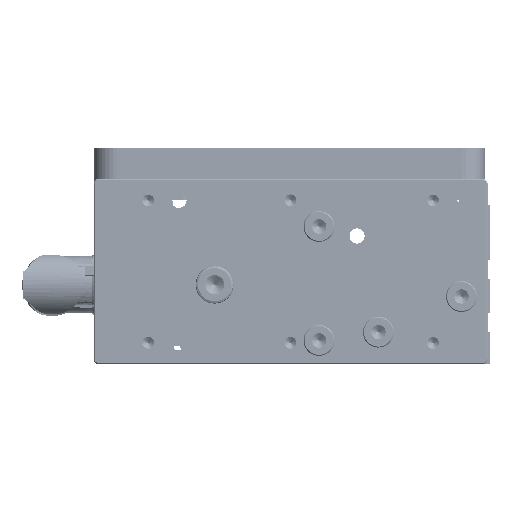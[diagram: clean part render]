
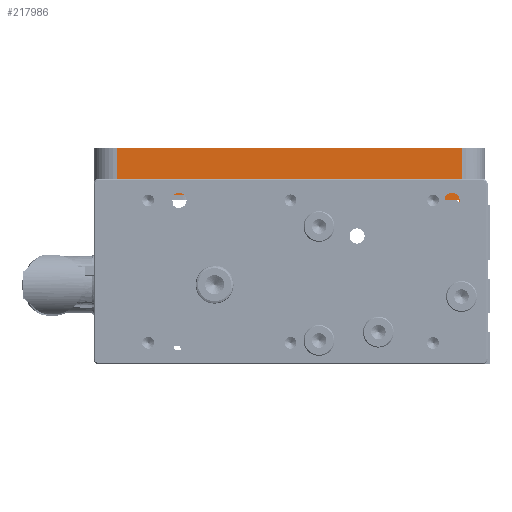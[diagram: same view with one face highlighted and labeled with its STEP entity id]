
A CAD part, left-side view. The second image highlights one B-rep face of the part: STEP entity #217986.
In plain terms, the highlighted planar face has unit normal (-1, 0, 0).
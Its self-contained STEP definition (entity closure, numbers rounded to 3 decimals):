
#482 = CARTESIAN_POINT ( 'NONE',  ( -100., -59., -4. ) ) ;
#2141 = AXIS2_PLACEMENT_3D ( 'NONE', #131710, #58829, #242636 ) ;
#8731 = ORIENTED_EDGE ( 'NONE', *, *, #89121, .T. ) ;
#9263 = ORIENTED_EDGE ( 'NONE', *, *, #158973, .F. ) ;
#11839 = VECTOR ( 'NONE', #199402, 1000. ) ;
#12133 = ORIENTED_EDGE ( 'NONE', *, *, #117579, .F. ) ;
#13641 = VECTOR ( 'NONE', #170686, 1000. ) ;
#15663 = LINE ( 'NONE', #482, #13641 ) ;
#15972 = VECTOR ( 'NONE', #200093, 1000. ) ;
#16176 = LINE ( 'NONE', #35969, #51739 ) ;
#17982 = EDGE_CURVE ( 'NONE', #147474, #147878, #71281, .T. ) ;
#18612 = FACE_OUTER_BOUND ( 'NONE', #180225, .T. ) ;
#21110 = CARTESIAN_POINT ( 'NONE',  ( -100., 95., 0. ) ) ;
#21440 = ORIENTED_EDGE ( 'NONE', *, *, #80169, .T. ) ;
#28882 = EDGE_CURVE ( 'NONE', #147474, #147751, #124254, .T. ) ;
#31389 = CARTESIAN_POINT ( 'NONE',  ( -100., -41.75, 0. ) ) ;
#34184 = VERTEX_POINT ( 'NONE', #214304 ) ;
#34628 = ORIENTED_EDGE ( 'NONE', *, *, #28882, .F. ) ;
#35142 = DIRECTION ( 'NONE',  ( 0., -1., 0. ) ) ;
#35969 = CARTESIAN_POINT ( 'NONE',  ( -100., -19.5, 2.5 ) ) ;
#36658 = CARTESIAN_POINT ( 'NONE',  ( -100., -59., -4. ) ) ;
#42102 = EDGE_CURVE ( 'NONE', #147878, #185668, #237490, .T. ) ;
#43712 = VECTOR ( 'NONE', #35142, 1000. ) ;
#46400 = CIRCLE ( 'NONE', #132992, 8. ) ;
#49450 = CIRCLE ( 'NONE', #2141, 2. ) ;
#49477 = EDGE_CURVE ( 'NONE', #185668, #60395, #49450, .T. ) ;
#49782 = AXIS2_PLACEMENT_3D ( 'NONE', #90276, #93871, #169130 ) ;
#51739 = VECTOR ( 'NONE', #89015, 1000. ) ;
#52778 = DIRECTION ( 'NONE',  ( 0., 0., -1. ) ) ;
#57998 = VECTOR ( 'NONE', #236502, 1000. ) ;
#58829 = DIRECTION ( 'NONE',  ( 1., 0., 0. ) ) ;
#60050 = LINE ( 'NONE', #116673, #149000 ) ;
#60395 = VERTEX_POINT ( 'NONE', #80893 ) ;
#62854 = ORIENTED_EDGE ( 'NONE', *, *, #42102, .T. ) ;
#66956 = LINE ( 'NONE', #70616, #15972 ) ;
#69442 = VECTOR ( 'NONE', #83668, 1000. ) ;
#69993 = CARTESIAN_POINT ( 'NONE',  ( -100., 95., 0. ) ) ;
#70616 = CARTESIAN_POINT ( 'NONE',  ( -100., 95., 0. ) ) ;
#71281 = LINE ( 'NONE', #87327, #179594 ) ;
#72901 = VERTEX_POINT ( 'NONE', #207123 ) ;
#73715 = EDGE_CURVE ( 'NONE', #129022, #34184, #66956, .T. ) ;
#77347 = DIRECTION ( 'NONE',  ( 0., 0., 1. ) ) ;
#80169 = EDGE_CURVE ( 'NONE', #34184, #72901, #46400, .T. ) ;
#80893 = CARTESIAN_POINT ( 'NONE',  ( -100., -7., 0. ) ) ;
#83400 = CARTESIAN_POINT ( 'NONE',  ( -100., -60., -4. ) ) ;
#83668 = DIRECTION ( 'NONE',  ( 0., -1., 0. ) ) ;
#87327 = CARTESIAN_POINT ( 'NONE',  ( -100., 85., 22. ) ) ;
#89015 = DIRECTION ( 'NONE',  ( 0., 1., 0. ) ) ;
#89121 = EDGE_CURVE ( 'NONE', #171104, #241279, #221352, .T. ) ;
#90276 = CARTESIAN_POINT ( 'NONE',  ( -100., 95., 22. ) ) ;
#91512 = PLANE ( 'NONE',  #49782 ) ;
#93871 = DIRECTION ( 'NONE',  ( 1., 0., 0. ) ) ;
#95137 = ORIENTED_EDGE ( 'NONE', *, *, #227489, .F. ) ;
#95593 = ORIENTED_EDGE ( 'NONE', *, *, #73715, .T. ) ;
#100274 = CARTESIAN_POINT ( 'NONE',  ( -100., -59., 0. ) ) ;
#101944 = EDGE_CURVE ( 'NONE', #241279, #147751, #232754, .T. ) ;
#106873 = ORIENTED_EDGE ( 'NONE', *, *, #131891, .T. ) ;
#114844 = LINE ( 'NONE', #21110, #141212 ) ;
#115467 = VERTEX_POINT ( 'NONE', #100274 ) ;
#116673 = CARTESIAN_POINT ( 'NONE',  ( -100., -23.5, 2.5 ) ) ;
#117579 = EDGE_CURVE ( 'NONE', #129022, #190729, #60050, .T. ) ;
#121417 = DIRECTION ( 'NONE',  ( 1., 0., 0. ) ) ;
#122955 = CARTESIAN_POINT ( 'NONE',  ( -100., -60., 22. ) ) ;
#124254 = LINE ( 'NONE', #141608, #57998 ) ;
#125260 = DIRECTION ( 'NONE',  ( 0., -1., 0. ) ) ;
#126856 = DIRECTION ( 'NONE',  ( 0., 0., -1. ) ) ;
#127639 = CARTESIAN_POINT ( 'NONE',  ( -100., -59., -4. ) ) ;
#129022 = VERTEX_POINT ( 'NONE', #221903 ) ;
#131710 = CARTESIAN_POINT ( 'NONE',  ( -100., -5., 0. ) ) ;
#131891 = EDGE_CURVE ( 'NONE', #72901, #115467, #199516, .T. ) ;
#132992 = AXIS2_PLACEMENT_3D ( 'NONE', #31389, #121417, #232475 ) ;
#140218 = ORIENTED_EDGE ( 'NONE', *, *, #49477, .T. ) ;
#140381 = ORIENTED_EDGE ( 'NONE', *, *, #195943, .T. ) ;
#141212 = VECTOR ( 'NONE', #151906, 1000. ) ;
#141608 = CARTESIAN_POINT ( 'NONE',  ( -100., 95., 22. ) ) ;
#141851 = CARTESIAN_POINT ( 'NONE',  ( -100., 85., 22. ) ) ;
#147474 = VERTEX_POINT ( 'NONE', #141851 ) ;
#147751 = VERTEX_POINT ( 'NONE', #150369 ) ;
#147878 = VERTEX_POINT ( 'NONE', #202782 ) ;
#149000 = VECTOR ( 'NONE', #77347, 1000. ) ;
#150369 = CARTESIAN_POINT ( 'NONE',  ( -100., -60., 22. ) ) ;
#151906 = DIRECTION ( 'NONE',  ( 0., -1., 0. ) ) ;
#152348 = EDGE_CURVE ( 'NONE', #190729, #153770, #16176, .T. ) ;
#153594 = CARTESIAN_POINT ( 'NONE',  ( -100., -23.5, 2.5 ) ) ;
#153770 = VERTEX_POINT ( 'NONE', #167608 ) ;
#158973 = EDGE_CURVE ( 'NONE', #171104, #115467, #15663, .T. ) ;
#167608 = CARTESIAN_POINT ( 'NONE',  ( -100., -19.5, 2.5 ) ) ;
#169130 = DIRECTION ( 'NONE',  ( 0., 1., 0. ) ) ;
#170686 = DIRECTION ( 'NONE',  ( 0., 0., 1. ) ) ;
#171104 = VERTEX_POINT ( 'NONE', #36658 ) ;
#174155 = VECTOR ( 'NONE', #126856, 1000. ) ;
#179594 = VECTOR ( 'NONE', #52778, 1000. ) ;
#180225 = EDGE_LOOP ( 'NONE', ( #21440, #106873, #9263, #8731, #199615, #34628, #233684, #62854, #140218, #140381, #95137, #211329, #12133, #95593 ) ) ;
#185668 = VERTEX_POINT ( 'NONE', #221506 ) ;
#190729 = VERTEX_POINT ( 'NONE', #153594 ) ;
#195943 = EDGE_CURVE ( 'NONE', #60395, #231209, #114844, .T. ) ;
#199402 = DIRECTION ( 'NONE',  ( 0., 0., 1. ) ) ;
#199516 = LINE ( 'NONE', #69993, #69442 ) ;
#199615 = ORIENTED_EDGE ( 'NONE', *, *, #101944, .T. ) ;
#200093 = DIRECTION ( 'NONE',  ( 0., -1., 0. ) ) ;
#200481 = CARTESIAN_POINT ( 'NONE',  ( -100., -7., 2. ) ) ;
#202782 = CARTESIAN_POINT ( 'NONE',  ( -100., 85., 2. ) ) ;
#203275 = LINE ( 'NONE', #219338, #174155 ) ;
#207123 = CARTESIAN_POINT ( 'NONE',  ( -100., -49.75, 0. ) ) ;
#211329 = ORIENTED_EDGE ( 'NONE', *, *, #152348, .F. ) ;
#214304 = CARTESIAN_POINT ( 'NONE',  ( -100., -33.75, 0. ) ) ;
#217986 = ADVANCED_FACE ( 'NONE', ( #18612 ), #91512, .F. ) ;
#219338 = CARTESIAN_POINT ( 'NONE',  ( -100., -19.5, 2.5 ) ) ;
#221352 = LINE ( 'NONE', #127639, #43712 ) ;
#221506 = CARTESIAN_POINT ( 'NONE',  ( -100., -5., 2. ) ) ;
#221903 = CARTESIAN_POINT ( 'NONE',  ( -100., -23.5, 0. ) ) ;
#226598 = VECTOR ( 'NONE', #125260, 1000. ) ;
#227489 = EDGE_CURVE ( 'NONE', #153770, #231209, #203275, .T. ) ;
#231209 = VERTEX_POINT ( 'NONE', #239679 ) ;
#232475 = DIRECTION ( 'NONE',  ( 0., 1., 0. ) ) ;
#232754 = LINE ( 'NONE', #122955, #11839 ) ;
#233684 = ORIENTED_EDGE ( 'NONE', *, *, #17982, .T. ) ;
#236502 = DIRECTION ( 'NONE',  ( 0., -1., 0. ) ) ;
#237490 = LINE ( 'NONE', #200481, #226598 ) ;
#239679 = CARTESIAN_POINT ( 'NONE',  ( -100., -19.5, 0. ) ) ;
#241279 = VERTEX_POINT ( 'NONE', #83400 ) ;
#242636 = DIRECTION ( 'NONE',  ( 0., 1., 0. ) ) ;
